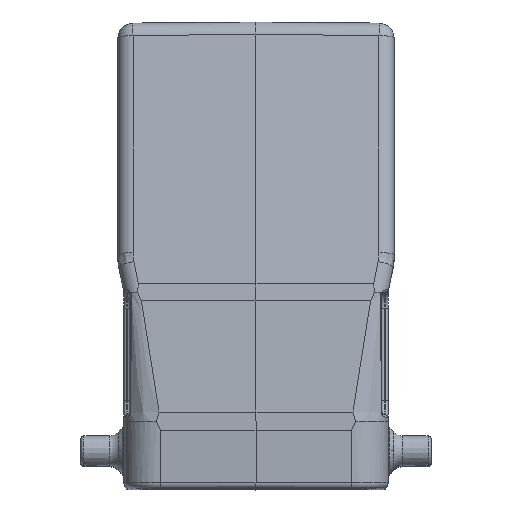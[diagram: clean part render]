
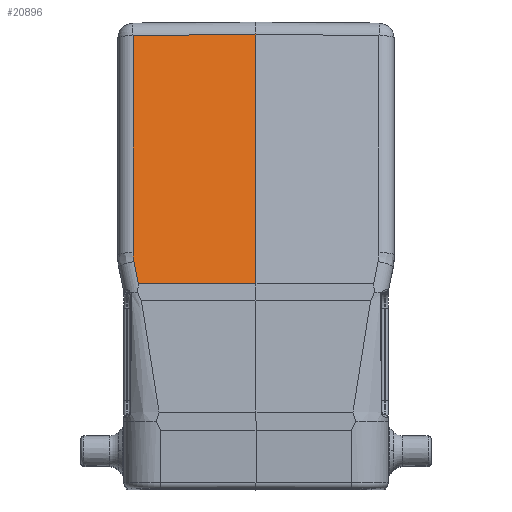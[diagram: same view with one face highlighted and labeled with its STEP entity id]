
A CAD part, top view. The second image highlights one B-rep face of the part: STEP entity #20896.
In plain terms, the highlighted planar face has unit normal (-0.009, 0.19, 0.982).
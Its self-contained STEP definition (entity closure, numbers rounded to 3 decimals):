
#4720=DIRECTION('',(0.,0.982,-0.19));
#4721=VECTOR('',#4720,41.382);
#4722=CARTESIAN_POINT('',(0.,-21.241,
57.74));
#4723=LINE('',#4722,#4721);
#4724=DIRECTION('',(1.,0.,0.009));
#4725=VECTOR('',#4724,19.147);
#4726=CARTESIAN_POINT('',(-19.146,-21.241,
57.57));
#4727=LINE('',#4726,#4725);
#4728=DIRECTION('',(0.193,-0.963,0.188));
#4729=VECTOR('',#4728,3.79);
#4730=CARTESIAN_POINT('',(-19.876,-17.591,
56.859));
#4731=LINE('',#4730,#4729);
#4732=CARTESIAN_POINT('',(-20.022,-16.12,
56.573));
#4733=CARTESIAN_POINT('',(-20.022,-16.614,
56.669));
#4734=CARTESIAN_POINT('',(-19.973,-17.107,
56.764));
#4735=CARTESIAN_POINT('',(-19.876,-17.591,
56.859));
#4737=DIRECTION('',(-1.,-0.009,-0.007));
#4738=VECTOR('',#4737,20.023);
#4739=CARTESIAN_POINT('',(0.,19.39,
49.891));
#4740=LINE('',#4739,#4738);
#4758=CARTESIAN_POINT('',(0.,-21.241,
57.74));
#7598=CARTESIAN_POINT('',(-19.146,-21.241,
57.57));
#7938=DIRECTION('',(0.,0.982,-0.19));
#7939=VECTOR('',#7938,35.988);
#7940=CARTESIAN_POINT('',(-20.022,-16.12,
56.573));
#7941=LINE('',#7940,#7939);
#10372=CARTESIAN_POINT('',(-20.022,19.215,
49.747));
#10373=VERTEX_POINT('',#10372);
#10374=CARTESIAN_POINT('',(0.,19.39,
49.891));
#10375=VERTEX_POINT('',#10374);
#10777=CARTESIAN_POINT('',(-19.876,-17.591,
56.859));
#10778=VERTEX_POINT('',#10777);
#10779=VERTEX_POINT('',#4732);
#10847=VERTEX_POINT('',#7598);
#10848=VERTEX_POINT('',#4758);
#20878=CARTESIAN_POINT('',(0.,-22.585,58.));
#20879=DIRECTION('',(-0.009,0.19,0.982));
#20880=DIRECTION('',(0.,-0.982,0.19));
#20881=AXIS2_PLACEMENT_3D('',#20878,#20879,#20880);
#20882=PLANE('',#20881);
#20884=ORIENTED_EDGE('',*,*,#20883,.F.);
#20885=ORIENTED_EDGE('',*,*,#20867,.F.);
#20887=ORIENTED_EDGE('',*,*,#20886,.F.);
#20889=ORIENTED_EDGE('',*,*,#20888,.F.);
#20891=ORIENTED_EDGE('',*,*,#20890,.T.);
#20893=ORIENTED_EDGE('',*,*,#20892,.F.);
#20894=EDGE_LOOP('',(#20884,#20885,#20887,#20889,#20891,#20893));
#20895=FACE_OUTER_BOUND('',#20894,.F.);
#20896=ADVANCED_FACE('',(#20895),#20882,.T.);
#4736=B_SPLINE_CURVE_WITH_KNOTS('',3,(#4732,#4733,#4734,#4735),.UNSPECIFIED.,
.F.,.F.,(4,4),(0.,1.),.UNSPECIFIED.);
#20867=EDGE_CURVE('',#10847,#10848,#4727,.T.);
#20883=EDGE_CURVE('',#10848,#10375,#4723,.T.);
#20886=EDGE_CURVE('',#10778,#10847,#4731,.T.);
#20888=EDGE_CURVE('',#10779,#10778,#4736,.T.);
#20890=EDGE_CURVE('',#10779,#10373,#7941,.T.);
#20892=EDGE_CURVE('',#10375,#10373,#4740,.T.);
